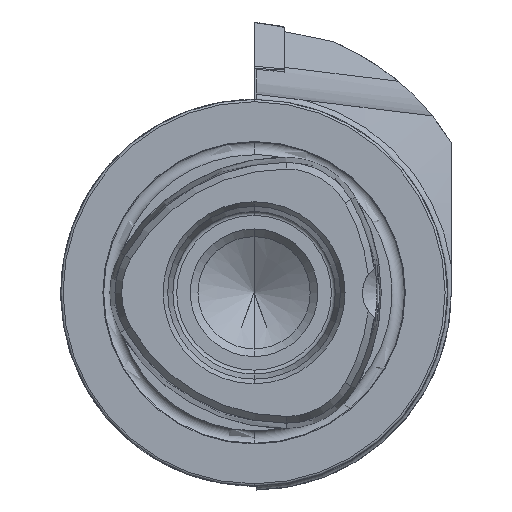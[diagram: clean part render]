
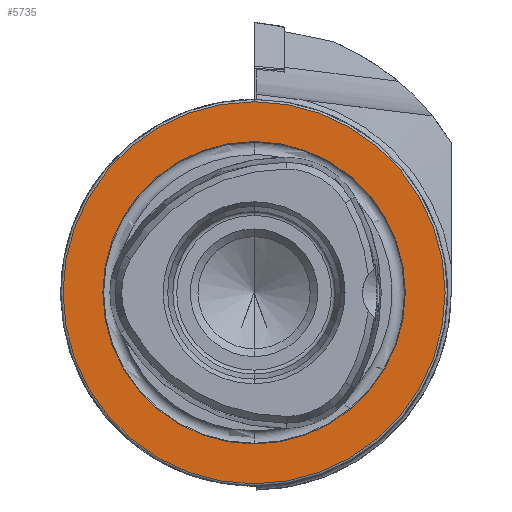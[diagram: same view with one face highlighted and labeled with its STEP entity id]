
A CAD part, left-side view. The second image highlights one B-rep face of the part: STEP entity #5735.
In plain terms, the highlighted planar face has unit normal (-1, 0, 0).
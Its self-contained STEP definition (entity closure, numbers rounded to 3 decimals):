
#601 = AXIS2_PLACEMENT_3D ( 'NONE', #7614, #7605, #7606 ) ;
#671 = DIRECTION ( 'NONE',  ( 0., 0., 1. ) ) ;
#675 = DIRECTION ( 'NONE',  ( -1., 0., 0. ) ) ;
#677 = CARTESIAN_POINT ( 'NONE',  ( 0., 0., 0. ) ) ;
#792 = CARTESIAN_POINT ( 'NONE',  ( 0., 0., 0. ) ) ;
#793 = DIRECTION ( 'NONE',  ( -1., 0., 0. ) ) ;
#795 = DIRECTION ( 'NONE',  ( 0., 0., 1. ) ) ;
#1337 = AXIS2_PLACEMENT_3D ( 'NONE', #677, #675, #671 ) ;
#1346 = AXIS2_PLACEMENT_3D ( 'NONE', #7693, #7694, #7695 ) ;
#1514 = AXIS2_PLACEMENT_3D ( 'NONE', #6567, #6568, #6569 ) ;
#2397 = CARTESIAN_POINT ( 'NONE',  ( 0., 0., 19.55 ) ) ;
#2713 = CARTESIAN_POINT ( 'NONE',  ( 0., 0., 24.7 ) ) ;
#2730 = CARTESIAN_POINT ( 'NONE',  ( 0., 0., -19.55 ) ) ;
#2787 = CARTESIAN_POINT ( 'NONE',  ( 0., 0., -24.7 ) ) ;
#3606 = FACE_OUTER_BOUND ( 'NONE', #9080, .T. ) ;
#3628 = FACE_BOUND ( 'NONE', #5426, .T. ) ;
#3940 = VERTEX_POINT ( 'NONE', #2397 ) ;
#3961 = ORIENTED_EDGE ( 'NONE', *, *, #9103, .F. ) ;
#4214 = ORIENTED_EDGE ( 'NONE', *, *, #9115, .T. ) ;
#4236 = VERTEX_POINT ( 'NONE', #2713 ) ;
#4387 = ORIENTED_EDGE ( 'NONE', *, *, #6753, .T. ) ;
#4540 = VERTEX_POINT ( 'NONE', #2787 ) ;
#4542 = ORIENTED_EDGE ( 'NONE', *, *, #6719, .F. ) ;
#4576 = VERTEX_POINT ( 'NONE', #2730 ) ;
#5426 = EDGE_LOOP ( 'NONE', ( #4542, #3961 ) ) ;
#5735 = ADVANCED_FACE ( 'NONE', ( #3628, #3606 ), #7610, .F. ) ;
#5823 = AXIS2_PLACEMENT_3D ( 'NONE', #792, #793, #795 ) ;
#6567 = CARTESIAN_POINT ( 'NONE',  ( 0., 0., 0. ) ) ;
#6568 = DIRECTION ( 'NONE',  ( -1., 0., 0. ) ) ;
#6569 = DIRECTION ( 'NONE',  ( 0., 0., 1. ) ) ;
#6719 = EDGE_CURVE ( 'NONE', #3940, #4576, #7509, .T. ) ;
#6753 = EDGE_CURVE ( 'NONE', #4540, #4236, #7402, .T. ) ;
#7402 = CIRCLE ( 'NONE', #1346, 24.7 ) ;
#7509 = CIRCLE ( 'NONE', #1337, 19.55 ) ;
#7605 = DIRECTION ( 'NONE',  ( 1., 0., 0. ) ) ;
#7606 = DIRECTION ( 'NONE',  ( 0., 0., -1. ) ) ;
#7610 = PLANE ( 'NONE',  #601 ) ;
#7614 = CARTESIAN_POINT ( 'NONE',  ( 0., 19.55, 0. ) ) ;
#7693 = CARTESIAN_POINT ( 'NONE',  ( 0., 0., 0. ) ) ;
#7694 = DIRECTION ( 'NONE',  ( -1., 0., 0. ) ) ;
#7695 = DIRECTION ( 'NONE',  ( 0., 0., 1. ) ) ;
#9080 = EDGE_LOOP ( 'NONE', ( #4214, #4387 ) ) ;
#9103 = EDGE_CURVE ( 'NONE', #4576, #3940, #9224, .T. ) ;
#9115 = EDGE_CURVE ( 'NONE', #4236, #4540, #9171, .T. ) ;
#9171 = CIRCLE ( 'NONE', #5823, 24.7 ) ;
#9224 = CIRCLE ( 'NONE', #1514, 19.55 ) ;
